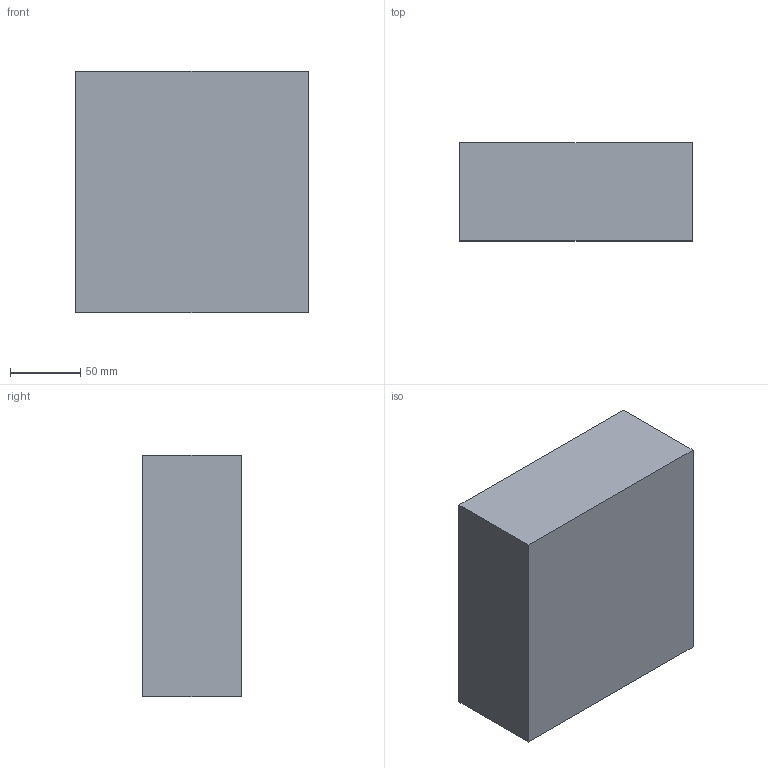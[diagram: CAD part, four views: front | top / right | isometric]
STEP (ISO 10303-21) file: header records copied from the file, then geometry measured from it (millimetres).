
FILE_DESCRIPTION (( 'STEP AP214' ), '1' );
FILE_NAME ('Aeroshell1.0_ANSYS_TWOBOXES.STEP', '2024-10-20T19:03:21', ( '' ), ( '' ), 'SwSTEP 2.0', 'SolidWorks 2024', '' );
FILE_SCHEMA (( 'AUTOMOTIVE_DESIGN' ));
Length unit declared in the file: millimetre
Products named in the file (1): Aeroshell1.0_ANSYS_TWOBOXES
Bounding box: 165.79 x 70 x 171.78 mm (x, y, z)
Surface area: 157381.1 mm2
Topology: 3 solids, 3 shells, 27 faces, 56 edges, 36 vertices
Faces by surface type: plane 20, cylinder 7
Entity records: 805 total; most frequent: CARTESIAN_POINT 210, ORIENTED_EDGE 112, DIRECTION 104, EDGE_CURVE 56, VECTOR 44, LINE 44, VERTEX_POINT 36, AXIS2_PLACEMENT_3D 30
